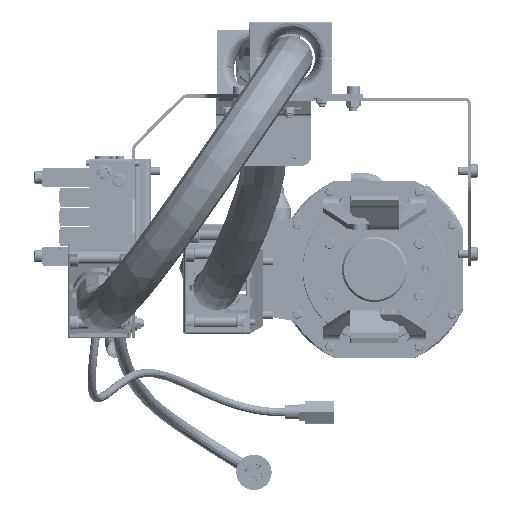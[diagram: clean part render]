
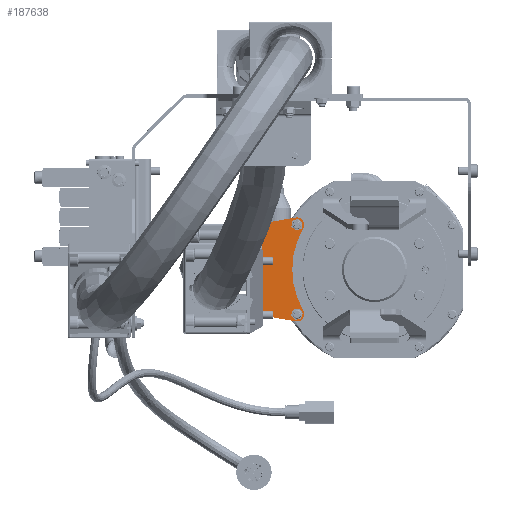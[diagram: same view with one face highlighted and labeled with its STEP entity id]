
A CAD part, left-side view. The second image highlights one B-rep face of the part: STEP entity #187638.
In plain terms, the highlighted planar face has unit normal (-1, 0, 0).
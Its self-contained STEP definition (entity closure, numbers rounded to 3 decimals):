
#352 = FACE_OUTER_BOUND ( 'NONE', #267010, .T. ) ;
#671 = LINE ( 'NONE', #2501, #158520 ) ;
#2501 = CARTESIAN_POINT ( 'NONE',  ( 1271.15, 108.5, 1614.5 ) ) ;
#6218 = DIRECTION ( 'NONE',  ( 0., -0.985, -0.172 ) ) ;
#7592 = CARTESIAN_POINT ( 'NONE',  ( 1271.15, 71.611, 1613.25 ) ) ;
#7671 = CARTESIAN_POINT ( 'NONE',  ( 1271.15, 74.911, 1526.75 ) ) ;
#15305 = AXIS2_PLACEMENT_3D ( 'NONE', #20167, #132891, #105218 ) ;
#19156 = CIRCLE ( 'NONE', #102035, 3.3 ) ;
#20167 = CARTESIAN_POINT ( 'NONE',  ( 1271.15, 74.911, 1526.75 ) ) ;
#22340 = CARTESIAN_POINT ( 'NONE',  ( 1271.15, 74.911, 1526.75 ) ) ;
#24453 = CARTESIAN_POINT ( 'NONE',  ( 1271.15, 74.911, 1613.25 ) ) ;
#28113 = FACE_BOUND ( 'NONE', #262656, .T. ) ;
#28530 = LINE ( 'NONE', #139432, #193771 ) ;
#31552 = DIRECTION ( 'NONE',  ( 1., 0., 0. ) ) ;
#32808 = ORIENTED_EDGE ( 'NONE', *, *, #139349, .T. ) ;
#35723 = DIRECTION ( 'NONE',  ( 0., 0., -1. ) ) ;
#36343 = CIRCLE ( 'NONE', #242824, 3.3 ) ;
#38611 = EDGE_CURVE ( 'NONE', #280955, #275197, #19156, .T. ) ;
#40072 = CARTESIAN_POINT ( 'NONE',  ( 1271.15, 108.5, 1614.5 ) ) ;
#41376 = AXIS2_PLACEMENT_3D ( 'NONE', #22340, #111037, #308722 ) ;
#46778 = DIRECTION ( 'NONE',  ( 0., 1., 0. ) ) ;
#49301 = AXIS2_PLACEMENT_3D ( 'NONE', #63581, #207600, #318508 ) ;
#52367 = DIRECTION ( 'NONE',  ( -1., 0., 0. ) ) ;
#56180 = DIRECTION ( 'NONE',  ( 0., 1., 0. ) ) ;
#63581 = CARTESIAN_POINT ( 'NONE',  ( 1271.15, 74.911, 1613.25 ) ) ;
#65935 = VERTEX_POINT ( 'NONE', #40072 ) ;
#69894 = CARTESIAN_POINT ( 'NONE',  ( 1271.15, 108.5, 1525.5 ) ) ;
#71292 = AXIS2_PLACEMENT_3D ( 'NONE', #232043, #292931, #259720 ) ;
#71757 = ORIENTED_EDGE ( 'NONE', *, *, #273259, .F. ) ;
#72938 = AXIS2_PLACEMENT_3D ( 'NONE', #24453, #253513, #305382 ) ;
#76378 = ORIENTED_EDGE ( 'NONE', *, *, #85338, .T. ) ;
#77224 = CARTESIAN_POINT ( 'NONE',  ( 1271.15, 71.611, 1526.75 ) ) ;
#85338 = EDGE_CURVE ( 'NONE', #259300, #87201, #224152, .T. ) ;
#87201 = VERTEX_POINT ( 'NONE', #147464 ) ;
#88122 = EDGE_CURVE ( 'NONE', #338462, #297613, #36343, .T. ) ;
#89213 = ORIENTED_EDGE ( 'NONE', *, *, #115461, .T. ) ;
#89807 = CIRCLE ( 'NONE', #296332, 79.5 ) ;
#90358 = EDGE_CURVE ( 'NONE', #195604, #206378, #244143, .T. ) ;
#98366 = CARTESIAN_POINT ( 'NONE',  ( 1271.15, 76.113, 1519.854 ) ) ;
#100383 = CARTESIAN_POINT ( 'NONE',  ( 1271.15, 78.211, 1526.75 ) ) ;
#101556 = CARTESIAN_POINT ( 'NONE',  ( 1271.15, 76.113, 1620.146 ) ) ;
#102035 = AXIS2_PLACEMENT_3D ( 'NONE', #240763, #185379, #46778 ) ;
#105218 = DIRECTION ( 'NONE',  ( 0., 1., 0. ) ) ;
#111037 = DIRECTION ( 'NONE',  ( -1., 0., 0. ) ) ;
#111600 = CARTESIAN_POINT ( 'NONE',  ( 1271.15, 74.911, 1526.75 ) ) ;
#115461 = EDGE_CURVE ( 'NONE', #135295, #65935, #179289, .T. ) ;
#132891 = DIRECTION ( 'NONE',  ( -1., 0., 0. ) ) ;
#134229 = EDGE_CURVE ( 'NONE', #297613, #338462, #204211, .T. ) ;
#135295 = VERTEX_POINT ( 'NONE', #314758 ) ;
#136722 = CARTESIAN_POINT ( 'NONE',  ( 1271.15, 67.911, 1526.75 ) ) ;
#139349 = EDGE_CURVE ( 'NONE', #65935, #202058, #671, .T. ) ;
#139432 = CARTESIAN_POINT ( 'NONE',  ( 1271.15, 108.5, 1525.5 ) ) ;
#143506 = CIRCLE ( 'NONE', #237906, 7. ) ;
#147464 = CARTESIAN_POINT ( 'NONE',  ( 1271.15, 68.849, 1530.25 ) ) ;
#148791 = EDGE_CURVE ( 'NONE', #87201, #195604, #89807, .T. ) ;
#153235 = VECTOR ( 'NONE', #351070, 1000. ) ;
#158520 = VECTOR ( 'NONE', #35723, 1000. ) ;
#159586 = ORIENTED_EDGE ( 'NONE', *, *, #301802, .T. ) ;
#164935 = FACE_BOUND ( 'NONE', #287883, .T. ) ;
#179289 = LINE ( 'NONE', #101556, #153235 ) ;
#184447 = ORIENTED_EDGE ( 'NONE', *, *, #38611, .F. ) ;
#185379 = DIRECTION ( 'NONE',  ( -1., 0., 0. ) ) ;
#187638 = ADVANCED_FACE ( 'NONE', ( #164935, #352, #28113 ), #362657, .T. ) ;
#190967 = CARTESIAN_POINT ( 'NONE',  ( 1271.15, 74.911, 1613.25 ) ) ;
#193771 = VECTOR ( 'NONE', #6218, 1000. ) ;
#195604 = VERTEX_POINT ( 'NONE', #273529 ) ;
#200257 = ORIENTED_EDGE ( 'NONE', *, *, #148791, .T. ) ;
#202058 = VERTEX_POINT ( 'NONE', #69894 ) ;
#202457 = EDGE_CURVE ( 'NONE', #202058, #237862, #28530, .T. ) ;
#204211 = CIRCLE ( 'NONE', #15305, 3.3 ) ;
#206378 = VERTEX_POINT ( 'NONE', #308600 ) ;
#207600 = DIRECTION ( 'NONE',  ( -1., 0., 0. ) ) ;
#212050 = CARTESIAN_POINT ( 'NONE',  ( 1271.15, 78.211, 1613.25 ) ) ;
#219830 = ORIENTED_EDGE ( 'NONE', *, *, #134229, .F. ) ;
#224152 = CIRCLE ( 'NONE', #41376, 7. ) ;
#230764 = EDGE_CURVE ( 'NONE', #237862, #259300, #143506, .T. ) ;
#232043 = CARTESIAN_POINT ( 'NONE',  ( 1271.15, 74.911, 1613.25 ) ) ;
#233147 = DIRECTION ( 'NONE',  ( -1., 0., 0. ) ) ;
#237862 = VERTEX_POINT ( 'NONE', #98366 ) ;
#237906 = AXIS2_PLACEMENT_3D ( 'NONE', #7671, #233147, #345859 ) ;
#240763 = CARTESIAN_POINT ( 'NONE',  ( 1271.15, 74.911, 1613.25 ) ) ;
#242824 = AXIS2_PLACEMENT_3D ( 'NONE', #111600, #337018, #56180 ) ;
#244143 = CIRCLE ( 'NONE', #49301, 7. ) ;
#246889 = ORIENTED_EDGE ( 'NONE', *, *, #202457, .T. ) ;
#253513 = DIRECTION ( 'NONE',  ( -1., 0., 0. ) ) ;
#256947 = DIRECTION ( 'NONE',  ( 0., 1., 0. ) ) ;
#259216 = ORIENTED_EDGE ( 'NONE', *, *, #230764, .T. ) ;
#259300 = VERTEX_POINT ( 'NONE', #136722 ) ;
#259720 = DIRECTION ( 'NONE',  ( 0., 1., 0. ) ) ;
#262040 = AXIS2_PLACEMENT_3D ( 'NONE', #190967, #52367, #359133 ) ;
#262656 = EDGE_LOOP ( 'NONE', ( #219830, #333626 ) ) ;
#267010 = EDGE_LOOP ( 'NONE', ( #348010, #159586, #89213, #32808, #246889, #259216, #76378, #200257 ) ) ;
#273259 = EDGE_CURVE ( 'NONE', #275197, #280955, #289679, .T. ) ;
#273529 = CARTESIAN_POINT ( 'NONE',  ( 1271.15, 68.849, 1609.75 ) ) ;
#275197 = VERTEX_POINT ( 'NONE', #7592 ) ;
#280955 = VERTEX_POINT ( 'NONE', #212050 ) ;
#284688 = CARTESIAN_POINT ( 'NONE',  ( 1271.15, 0., 1570. ) ) ;
#287883 = EDGE_LOOP ( 'NONE', ( #71757, #184447 ) ) ;
#289679 = CIRCLE ( 'NONE', #71292, 3.3 ) ;
#292931 = DIRECTION ( 'NONE',  ( -1., 0., 0. ) ) ;
#296332 = AXIS2_PLACEMENT_3D ( 'NONE', #284688, #31552, #256947 ) ;
#297613 = VERTEX_POINT ( 'NONE', #77224 ) ;
#301802 = EDGE_CURVE ( 'NONE', #206378, #135295, #333050, .T. ) ;
#305382 = DIRECTION ( 'NONE',  ( 0., 1., 0. ) ) ;
#308600 = CARTESIAN_POINT ( 'NONE',  ( 1271.15, 67.911, 1613.25 ) ) ;
#308722 = DIRECTION ( 'NONE',  ( 0., 1., 0. ) ) ;
#314758 = CARTESIAN_POINT ( 'NONE',  ( 1271.15, 76.113, 1620.146 ) ) ;
#318508 = DIRECTION ( 'NONE',  ( 0., 1., 0. ) ) ;
#333050 = CIRCLE ( 'NONE', #262040, 7. ) ;
#333626 = ORIENTED_EDGE ( 'NONE', *, *, #88122, .F. ) ;
#337018 = DIRECTION ( 'NONE',  ( -1., 0., 0. ) ) ;
#338462 = VERTEX_POINT ( 'NONE', #100383 ) ;
#345859 = DIRECTION ( 'NONE',  ( 0., 1., 0. ) ) ;
#348010 = ORIENTED_EDGE ( 'NONE', *, *, #90358, .T. ) ;
#351070 = DIRECTION ( 'NONE',  ( 0., 0.985, -0.172 ) ) ;
#359133 = DIRECTION ( 'NONE',  ( 0., 1., 0. ) ) ;
#362657 = PLANE ( 'NONE',  #72938 ) ;
